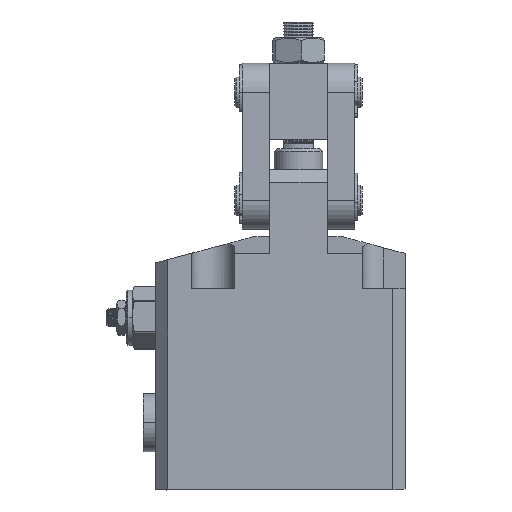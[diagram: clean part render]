
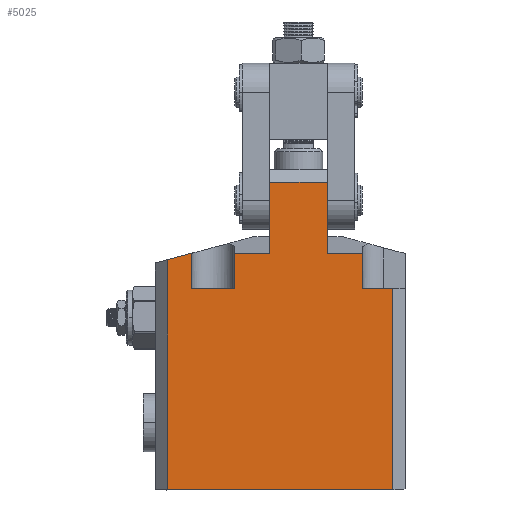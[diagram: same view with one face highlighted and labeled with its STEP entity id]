
A CAD part, top view. The second image highlights one B-rep face of the part: STEP entity #5025.
In plain terms, the highlighted planar face has unit normal (0, 0, 1).
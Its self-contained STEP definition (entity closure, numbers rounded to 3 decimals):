
#4 = CARTESIAN_POINT ( 'NONE',  ( 0., 103.516, 35. ) ) ;
#1486 = ORIENTED_EDGE ( 'NONE', *, *, #47011, .T. ) ;
#1871 = CARTESIAN_POINT ( 'NONE',  ( 476.71, 103.516, 35. ) ) ;
#2101 = VECTOR ( 'NONE', #47479, 1000. ) ;
#2590 = CARTESIAN_POINT ( 'NONE',  ( 420.71, 103.516, 35. ) ) ;
#2879 = EDGE_CURVE ( 'NONE', #29414, #8006, #24578, .T. ) ;
#3255 = LINE ( 'NONE', #12367, #24739 ) ;
#3267 = LINE ( 'NONE', #45432, #12636 ) ;
#3936 = CARTESIAN_POINT ( 'NONE',  ( 0., 181.157, 35. ) ) ;
#5025 = ADVANCED_FACE ( 'NONE', ( #36447 ), #9187, .T. ) ;
#5207 = DIRECTION ( 'NONE',  ( 1., 0., 0. ) ) ;
#5300 = DIRECTION ( 'NONE',  ( 0., 1., 0. ) ) ;
#5402 = DIRECTION ( 'NONE',  ( 0., 0., 1. ) ) ;
#6272 = VECTOR ( 'NONE', #13810, 1000. ) ;
#6942 = DIRECTION ( 'NONE',  ( 0., 1., 0. ) ) ;
#6963 = VERTEX_POINT ( 'NONE', #37933 ) ;
#7162 = ORIENTED_EDGE ( 'NONE', *, *, #29588, .T. ) ;
#7918 = EDGE_CURVE ( 'NONE', #16148, #51643, #3267, .T. ) ;
#7997 = EDGE_CURVE ( 'NONE', #51643, #21592, #36369, .T. ) ;
#8006 = VERTEX_POINT ( 'NONE', #38085 ) ;
#8958 = CARTESIAN_POINT ( 'NONE',  ( 434.71, 169.516, 35. ) ) ;
#8976 = CARTESIAN_POINT ( 'NONE',  ( 446.21, 181.157, 35. ) ) ;
#9187 = PLANE ( 'NONE',  #47168 ) ;
#9540 = CARTESIAN_POINT ( 'NONE',  ( 434.71, 103.516, 35. ) ) ;
#9690 = DIRECTION ( 'NONE',  ( 0., -1., 0. ) ) ;
#9969 = CARTESIAN_POINT ( 'NONE',  ( 412.71, 103.516, 35. ) ) ;
#10009 = VERTEX_POINT ( 'NONE', #45072 ) ;
#10536 = DIRECTION ( 'NONE',  ( 0., 1., 0. ) ) ;
#11165 = CARTESIAN_POINT ( 'NONE',  ( 420.71, 181.157, 35. ) ) ;
#11179 = DIRECTION ( 'NONE',  ( -1., 0., 0. ) ) ;
#12367 = CARTESIAN_POINT ( 'NONE',  ( 486.71, 103.516, 35. ) ) ;
#12636 = VECTOR ( 'NONE', #44917, 1000. ) ;
#12919 = EDGE_CURVE ( 'NONE', #10009, #6963, #23708, .T. ) ;
#12932 = DIRECTION ( 'NONE',  ( 1., 0., 0. ) ) ;
#13358 = ORIENTED_EDGE ( 'NONE', *, *, #46845, .T. ) ;
#13482 = CARTESIAN_POINT ( 'NONE',  ( 0., 103.516, 35. ) ) ;
#13810 = DIRECTION ( 'NONE',  ( -1., 0., 0. ) ) ;
#14127 = VECTOR ( 'NONE', #10536, 1000. ) ;
#14365 = CARTESIAN_POINT ( 'NONE',  ( 0., 169.516, 35. ) ) ;
#14621 = CARTESIAN_POINT ( 'NONE',  ( 476.71, 181.157, 35. ) ) ;
#14692 = CARTESIAN_POINT ( 'NONE',  ( 446.21, 204.516, 35. ) ) ;
#14828 = LINE ( 'NONE', #40646, #27503 ) ;
#14950 = VECTOR ( 'NONE', #50225, 1000. ) ;
#14982 = ORIENTED_EDGE ( 'NONE', *, *, #12919, .T. ) ;
#15724 = LINE ( 'NONE', #36576, #17081 ) ;
#16133 = ORIENTED_EDGE ( 'NONE', *, *, #39843, .T. ) ;
#16148 = VERTEX_POINT ( 'NONE', #14692 ) ;
#16833 = ORIENTED_EDGE ( 'NONE', *, *, #20560, .T. ) ;
#17081 = VECTOR ( 'NONE', #40705, 1000. ) ;
#19844 = VERTEX_POINT ( 'NONE', #52647 ) ;
#20560 = EDGE_CURVE ( 'NONE', #21592, #30508, #38703, .T. ) ;
#21295 = EDGE_CURVE ( 'NONE', #48994, #29979, #54418, .T. ) ;
#21592 = VERTEX_POINT ( 'NONE', #31154 ) ;
#23368 = CARTESIAN_POINT ( 'NONE',  ( 412.71, 179.014, 35. ) ) ;
#23708 = LINE ( 'NONE', #14365, #6272 ) ;
#23797 = CARTESIAN_POINT ( 'NONE',  ( 465.21, 181.157, 35. ) ) ;
#24578 = LINE ( 'NONE', #9969, #35699 ) ;
#24626 = LINE ( 'NONE', #34845, #46647 ) ;
#24739 = VECTOR ( 'NONE', #37694, 1000. ) ;
#25486 = LINE ( 'NONE', #1871, #14127 ) ;
#26024 = ORIENTED_EDGE ( 'NONE', *, *, #7918, .T. ) ;
#27082 = VECTOR ( 'NONE', #6942, 1000. ) ;
#27405 = LINE ( 'NONE', #4, #39718 ) ;
#27503 = VECTOR ( 'NONE', #11179, 1000. ) ;
#28576 = VECTOR ( 'NONE', #30774, 1000. ) ;
#28754 = VERTEX_POINT ( 'NONE', #48929 ) ;
#29115 = EDGE_CURVE ( 'NONE', #19844, #16148, #36979, .T. ) ;
#29414 = VERTEX_POINT ( 'NONE', #23368 ) ;
#29588 = EDGE_CURVE ( 'NONE', #29979, #19844, #24626, .T. ) ;
#29779 = EDGE_LOOP ( 'NONE', ( #16133, #51179, #42544, #38612, #1486, #13358, #14982, #29985, #46611, #7162, #35386, #26024, #51954, #16833 ) ) ;
#29804 = VERTEX_POINT ( 'NONE', #43979 ) ;
#29979 = VERTEX_POINT ( 'NONE', #23797 ) ;
#29985 = ORIENTED_EDGE ( 'NONE', *, *, #32450, .T. ) ;
#30508 = VERTEX_POINT ( 'NONE', #8958 ) ;
#30774 = DIRECTION ( 'NONE',  ( -1., 0., 0. ) ) ;
#31154 = CARTESIAN_POINT ( 'NONE',  ( 434.71, 181.157, 35. ) ) ;
#32450 = EDGE_CURVE ( 'NONE', #6963, #48994, #25486, .T. ) ;
#34845 = CARTESIAN_POINT ( 'NONE',  ( 465.21, 103.516, 35. ) ) ;
#35386 = ORIENTED_EDGE ( 'NONE', *, *, #29115, .T. ) ;
#35534 = LINE ( 'NONE', #2590, #27082 ) ;
#35699 = VECTOR ( 'NONE', #9690, 1000. ) ;
#36369 = LINE ( 'NONE', #42806, #40450 ) ;
#36447 = FACE_OUTER_BOUND ( 'NONE', #29779, .T. ) ;
#36576 = CARTESIAN_POINT ( 'NONE',  ( 420.71, 181.157, 35. ) ) ;
#36979 = LINE ( 'NONE', #51468, #28576 ) ;
#37694 = DIRECTION ( 'NONE',  ( 0., 1., 0. ) ) ;
#37933 = CARTESIAN_POINT ( 'NONE',  ( 476.71, 169.516, 35. ) ) ;
#38085 = CARTESIAN_POINT ( 'NONE',  ( 412.71, 103.516, 35. ) ) ;
#38612 = ORIENTED_EDGE ( 'NONE', *, *, #2879, .T. ) ;
#38703 = LINE ( 'NONE', #9540, #2101 ) ;
#39718 = VECTOR ( 'NONE', #12932, 1000. ) ;
#39843 = EDGE_CURVE ( 'NONE', #30508, #28754, #14828, .T. ) ;
#40450 = VECTOR ( 'NONE', #43683, 1000. ) ;
#40646 = CARTESIAN_POINT ( 'NONE',  ( 0., 169.516, 35. ) ) ;
#40705 = DIRECTION ( 'NONE',  ( -0.966, -0.259, 0. ) ) ;
#42544 = ORIENTED_EDGE ( 'NONE', *, *, #43259, .T. ) ;
#42806 = CARTESIAN_POINT ( 'NONE',  ( 0., 181.157, 35. ) ) ;
#43257 = EDGE_CURVE ( 'NONE', #28754, #52293, #35534, .T. ) ;
#43259 = EDGE_CURVE ( 'NONE', #52293, #29414, #15724, .T. ) ;
#43683 = DIRECTION ( 'NONE',  ( -1., 0., 0. ) ) ;
#43979 = CARTESIAN_POINT ( 'NONE',  ( 486.71, 103.516, 35. ) ) ;
#44917 = DIRECTION ( 'NONE',  ( 0., -1., 0. ) ) ;
#45072 = CARTESIAN_POINT ( 'NONE',  ( 486.71, 169.516, 35. ) ) ;
#45432 = CARTESIAN_POINT ( 'NONE',  ( 446.21, 103.516, 35. ) ) ;
#46611 = ORIENTED_EDGE ( 'NONE', *, *, #21295, .T. ) ;
#46647 = VECTOR ( 'NONE', #5300, 1000. ) ;
#46845 = EDGE_CURVE ( 'NONE', #29804, #10009, #3255, .T. ) ;
#47011 = EDGE_CURVE ( 'NONE', #8006, #29804, #27405, .T. ) ;
#47168 = AXIS2_PLACEMENT_3D ( 'NONE', #13482, #5402, #5207 ) ;
#47479 = DIRECTION ( 'NONE',  ( 0., -1., 0. ) ) ;
#48929 = CARTESIAN_POINT ( 'NONE',  ( 420.71, 169.516, 35. ) ) ;
#48994 = VERTEX_POINT ( 'NONE', #14621 ) ;
#50225 = DIRECTION ( 'NONE',  ( -1., 0., 0. ) ) ;
#51179 = ORIENTED_EDGE ( 'NONE', *, *, #43257, .T. ) ;
#51468 = CARTESIAN_POINT ( 'NONE',  ( 0., 204.516, 35. ) ) ;
#51643 = VERTEX_POINT ( 'NONE', #8976 ) ;
#51954 = ORIENTED_EDGE ( 'NONE', *, *, #7997, .T. ) ;
#52293 = VERTEX_POINT ( 'NONE', #11165 ) ;
#52647 = CARTESIAN_POINT ( 'NONE',  ( 465.21, 204.516, 35. ) ) ;
#54418 = LINE ( 'NONE', #3936, #14950 ) ;
